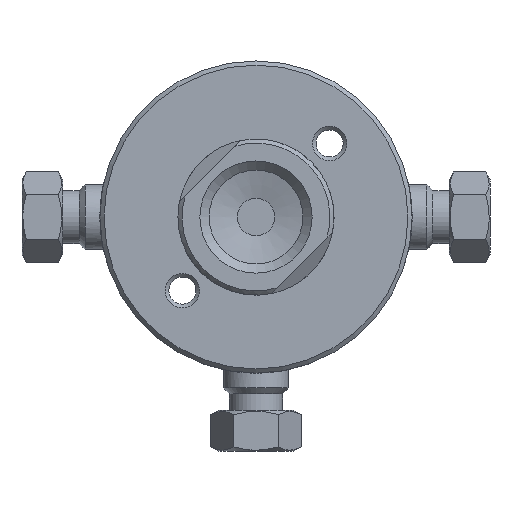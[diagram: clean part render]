
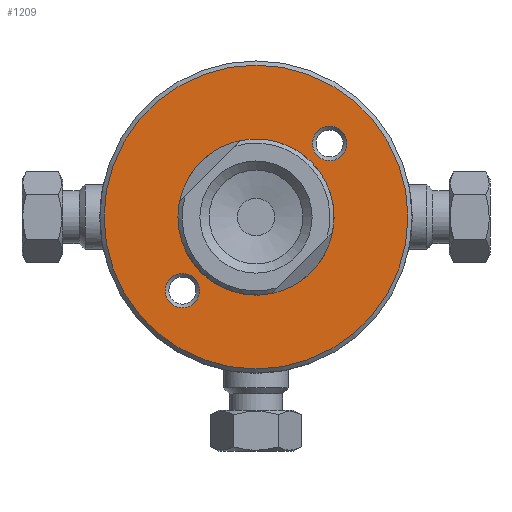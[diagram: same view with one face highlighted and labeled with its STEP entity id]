
A CAD part, left-side view. The second image highlights one B-rep face of the part: STEP entity #1209.
In plain terms, the highlighted planar face has unit normal (-1, 0, 0).
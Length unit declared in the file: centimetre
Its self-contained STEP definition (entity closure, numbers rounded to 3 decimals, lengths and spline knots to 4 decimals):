
#131=FACE_BOUND('',#452,.T.);
#132=FACE_BOUND('',#453,.T.);
#133=FACE_BOUND('',#454,.T.);
#344=FACE_OUTER_BOUND('',#451,.T.);
#451=EDGE_LOOP('',(#962));
#452=EDGE_LOOP('',(#963));
#453=EDGE_LOOP('',(#964));
#454=EDGE_LOOP('',(#965));
#550=CIRCLE('',#1299,0.9525);
#562=CIRCLE('',#1320,0.21);
#563=CIRCLE('',#1322,0.21);
#567=CIRCLE('',#1331,1.8542);
#631=VERTEX_POINT('',#1979);
#640=VERTEX_POINT('',#2009);
#641=VERTEX_POINT('',#2012);
#645=VERTEX_POINT('',#2025);
#754=EDGE_CURVE('',#631,#631,#550,.T.);
#766=EDGE_CURVE('',#640,#640,#562,.T.);
#767=EDGE_CURVE('',#641,#641,#563,.T.);
#771=EDGE_CURVE('',#645,#645,#567,.T.);
#962=ORIENTED_EDGE('',*,*,#771,.F.);
#963=ORIENTED_EDGE('',*,*,#766,.T.);
#964=ORIENTED_EDGE('',*,*,#767,.T.);
#965=ORIENTED_EDGE('',*,*,#754,.T.);
#1149=PLANE('',#1332);
#1209=ADVANCED_FACE('',(#344,#131,#132,#133),#1149,.T.);
#1299=AXIS2_PLACEMENT_3D('',#1980,#1492,#1493);
#1320=AXIS2_PLACEMENT_3D('',#2010,#1534,#1535);
#1322=AXIS2_PLACEMENT_3D('',#2013,#1538,#1539);
#1331=AXIS2_PLACEMENT_3D('',#2026,#1556,#1557);
#1332=AXIS2_PLACEMENT_3D('',#2027,#1558,#1559);
#1492=DIRECTION('center_axis',(1.,0.,0.));
#1493=DIRECTION('ref_axis',(0.,1.,0.));
#1534=DIRECTION('center_axis',(1.,0.,0.));
#1535=DIRECTION('ref_axis',(0.,0.,1.));
#1538=DIRECTION('center_axis',(1.,0.,0.));
#1539=DIRECTION('ref_axis',(0.,0.,1.));
#1556=DIRECTION('center_axis',(1.,0.,0.));
#1557=DIRECTION('ref_axis',(0.,-1.,0.));
#1558=DIRECTION('center_axis',(-1.,0.,0.));
#1559=DIRECTION('ref_axis',(0.,0.,1.));
#1979=CARTESIAN_POINT('',(0.1,1.2075,0.0078));
#1980=CARTESIAN_POINT('Origin',(0.1,0.255,0.0078));
#2009=CARTESIAN_POINT('',(0.1,1.1531,-0.6803));
#2010=CARTESIAN_POINT('Origin',(0.1,1.1531,-0.8903));
#2012=CARTESIAN_POINT('',(0.1,-0.643,1.1158));
#2013=CARTESIAN_POINT('Origin',(0.1,-0.643,0.9058));
#2025=CARTESIAN_POINT('',(0.1,2.1092,0.0078));
#2026=CARTESIAN_POINT('Origin',(0.1,0.255,0.0078));
#2027=CARTESIAN_POINT('Origin',(0.1,1.6838,0.0078));
